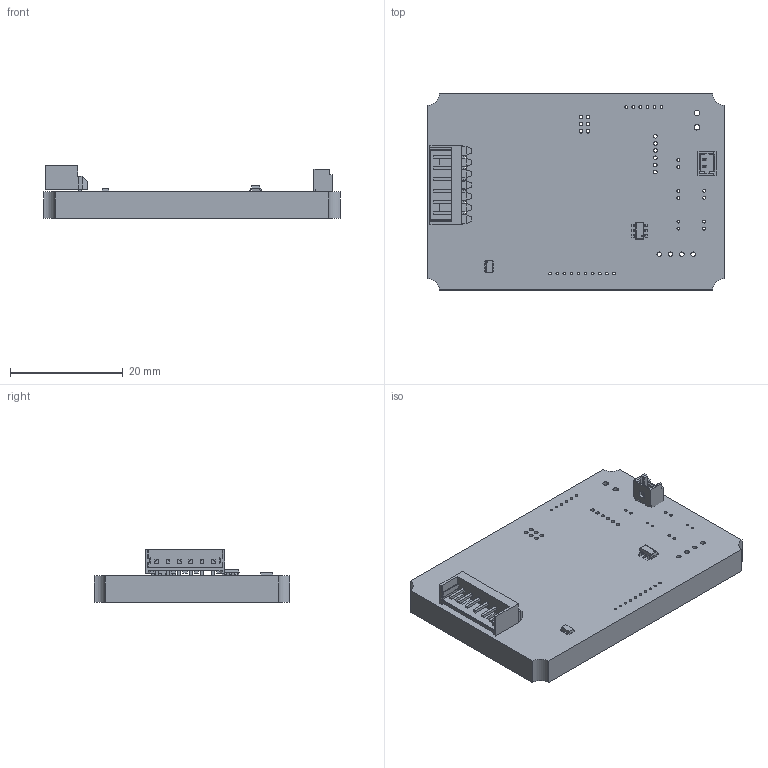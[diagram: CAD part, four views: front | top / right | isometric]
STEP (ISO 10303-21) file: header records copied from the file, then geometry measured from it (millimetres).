
FILE_DESCRIPTION(('KiCad electronic assembly'),'2;1');
FILE_NAME('WHEEL-07.step','2023-03-18T00:29:48',('Pcbnew'),('Kicad'), 'Open CASCADE STEP processor 7.6','KiCad to STEP converter','Unknown' );
FILE_SCHEMA(('AUTOMOTIVE_DESIGN { 1 0 10303 214 1 1 1 1 }'));
Length unit declared in the file: millimetre
Products named in the file (10): WHEEL-07 1; NL27WZ14DTT1G; COMPOUND; Molex_PicoBlade_53047-0210_1x02_P1.25mm_Vertical.wrl; MP2332HGTL-P; 53254-0670; WHEEL-07 PCB
Assembly tree (9 placements, depth 3):
  WHEEL-07 1
    NL27WZ14DTT1G
      COMPOUND
    Molex_PicoBlade_53047-0210_1x02_P1.25mm_Vertical.wrl
      COMPOUND
    MP2332HGTL-P
      COMPOUND
    53254-0670
      COMPOUND
    WHEEL-07 PCB
Bounding box: 52.5 x 34.7 x 9.34 mm (x, y, z)
Volume: 8618.5 mm3; surface area: 5537.3 mm2
Topology: 19 solids, 19 shells, 548 faces, 1443 edges, 964 vertices
Faces by surface type: bspline 486, cylinder 56, plane 6
Full cylindrical faces by diameter (mm): 0.5 x28, 0.65 x12, 0.8 x10, 1 x2
Entity records: 32371 total; most frequent: CARTESIAN_POINT 12270, B_SPLINE_CURVE_WITH_KNOTS 3575, ORIENTED_EDGE 2840, PCURVE 2840, DEFINITIONAL_REPRESENTATION 2840, EDGE_CURVE 1420, SURFACE_CURVE 1366, VERTEX_POINT 918
